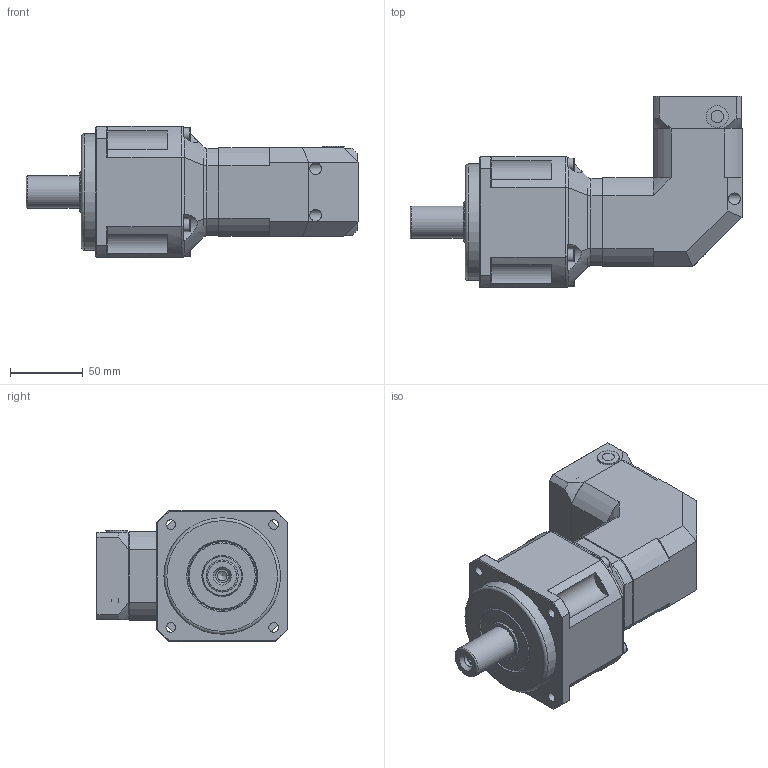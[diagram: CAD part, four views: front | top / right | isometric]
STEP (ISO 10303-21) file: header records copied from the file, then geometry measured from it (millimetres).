
FILE_DESCRIPTION(/* description */ (''),/* implementation_level */ '2;1');
FILE_NAME(/* name */ 'NPR09000A2-060A-S1.stp',/* time_stamp */ '2018-08-17T15:43:48+09:00',/* author */ ('Y.J.JI'),/* organization */ (''),/* preprocessor_version */ 'ST-DEVELOPER v15.6',/* originating_system */ 'Autodesk Inventor 2015',/* authorisation */ '');
FILE_SCHEMA (('AUTOMOTIVE_DESIGN { 1 0 10303 214 3 1 1 }'));
Length unit declared in the file: millimetre
Products named in the file (1): NPR09000A2-060A-S1
Bounding box: 228 x 131.5 x 90 mm (x, y, z)
Volume: 899311.8 mm3; surface area: 127925.5 mm2
Topology: 2 solids, 28 shells, 522 faces, 1241 edges, 789 vertices
Faces by surface type: plane 253, cylinder 140, cone 78, torus 33, bspline 14, sphere 4
Full cylindrical faces by diameter (mm): 3.242 x4, 4 x4, 4.134 x12, 4.5 x4, 5 x9, 5.5 x9, 6.6 x4, 6.647 x1, 7 x5, 8 x5, 8.5 x10, 9 x5, 14 x1, 15 x1, 17 x1, 22 x1, 28 x2, 45 x1, 47 x2, 48 x1, 50 x2, 52 x1, 54 x1, 78 x1, 80 x1
Entity records: 14326 total; most frequent: CARTESIAN_POINT 3343, DIRECTION 2147, ORIENTED_EDGE 1986, EDGE_CURVE 993, AXIS2_PLACEMENT_3D 878, EDGE_LOOP 745, VERTEX_POINT 708, FACE_OUTER_BOUND 522
